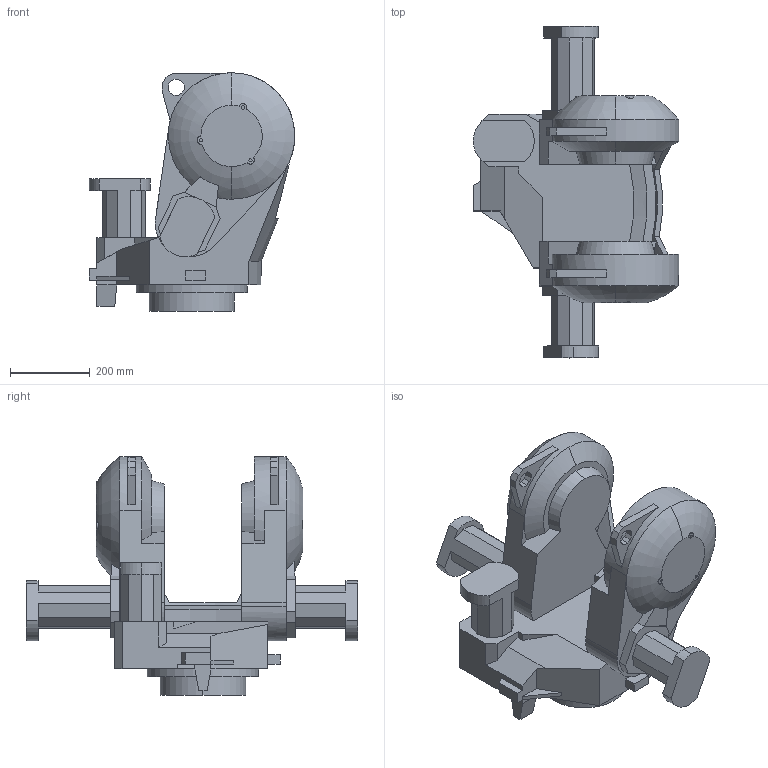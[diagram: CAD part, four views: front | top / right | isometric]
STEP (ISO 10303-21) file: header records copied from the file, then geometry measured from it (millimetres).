
FILE_DESCRIPTION (( 'STEP AP203' ), '1' );
FILE_NAME ('Link1_Default_sldprt.STEP', '2017-12-17T09:50:49', ( 'Shaotu Jia' ), ( '' ), 'SwSTEP 2.0', 'SolidWorks 2014', '' );
FILE_SCHEMA (( 'CONFIG_CONTROL_DESIGN' ));
Length unit declared in the file: millimetre
Products named in the file (1): Link1_Default_sldprt
Bounding box: 515.81 x 833 x 598.74 mm (x, y, z)
Volume: 52623455.3 mm3; surface area: 1481836.4 mm2
Topology: 1 solids, 1 shells, 290 faces, 804 edges, 530 vertices
Faces by surface type: plane 244, cylinder 32, cone 6, torus 4, bspline 4
Entity records: 9661 total; most frequent: CARTESIAN_POINT 2162, ORIENTED_EDGE 1608, DIRECTION 1432, EDGE_CURVE 804, LINE 662, VECTOR 662, VERTEX_POINT 530, AXIS2_PLACEMENT_3D 385
